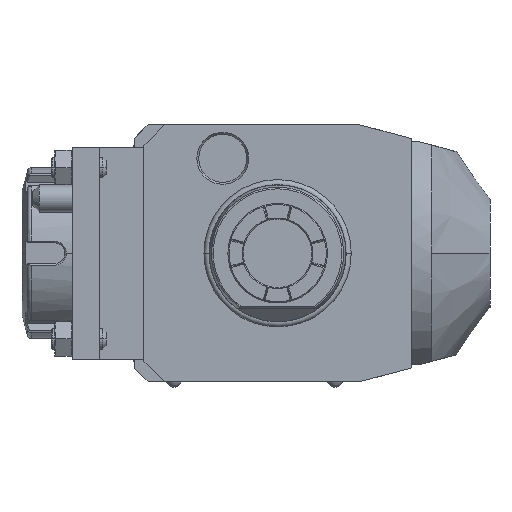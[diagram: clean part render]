
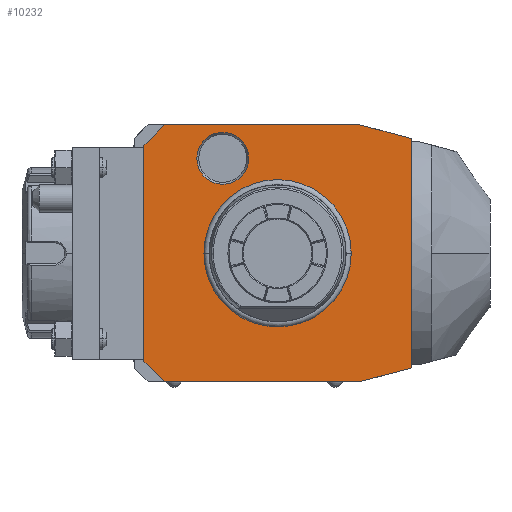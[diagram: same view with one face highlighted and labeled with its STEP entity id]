
A CAD part, front view. The second image highlights one B-rep face of the part: STEP entity #10232.
In plain terms, the highlighted planar face has unit normal (0, -1, 0).
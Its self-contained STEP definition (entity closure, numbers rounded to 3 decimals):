
#1=DIRECTION('',(-0.966,0.,0.259));
#2=VECTOR('',#1,15.529);
#3=CARTESIAN_POINT('',(39.,0.,33.481));
#4=LINE('',#3,#2);
#5=DIRECTION('',(0.,0.,1.));
#6=VECTOR('',#5,66.962);
#7=CARTESIAN_POINT('',(39.,0.,-33.481));
#8=LINE('',#7,#6);
#9=DIRECTION('',(0.966,0.,0.259));
#10=VECTOR('',#9,15.529);
#11=CARTESIAN_POINT('',(24.,0.,-37.5));
#12=LINE('',#11,#10);
#13=DIRECTION('',(1.,0.,0.));
#14=VECTOR('',#13,57.);
#15=CARTESIAN_POINT('',(-33.,0.,-37.5));
#16=LINE('',#15,#14);
#17=DIRECTION('',(0.707,0.,-0.707));
#18=VECTOR('',#17,8.485);
#19=CARTESIAN_POINT('',(-39.,0.,-31.5));
#20=LINE('',#19,#18);
#21=DIRECTION('',(0.,0.,-1.));
#22=VECTOR('',#21,63.);
#23=CARTESIAN_POINT('',(-39.,0.,31.5));
#24=LINE('',#23,#22);
#25=DIRECTION('',(-0.707,0.,-0.707));
#26=VECTOR('',#25,8.485);
#27=CARTESIAN_POINT('',(-33.,0.,37.5));
#28=LINE('',#27,#26);
#29=DIRECTION('',(-1.,0.,0.));
#30=VECTOR('',#29,57.);
#31=CARTESIAN_POINT('',(24.,0.,37.5));
#32=LINE('',#31,#30);
#33=CARTESIAN_POINT('',(-16.,0.,27.713));
#34=DIRECTION('',(0.,1.,0.));
#35=DIRECTION('',(1.,0.,0.));
#36=AXIS2_PLACEMENT_3D('',#33,#34,#35);
#38=CARTESIAN_POINT('',(-16.,0.,27.713));
#39=DIRECTION('',(0.,1.,0.));
#40=DIRECTION('',(-1.,0.,0.));
#41=AXIS2_PLACEMENT_3D('',#38,#39,#40);
#6874=CARTESIAN_POINT('',(0.,0.,0.));
#6875=DIRECTION('',(0.,-1.,0.));
#6876=DIRECTION('',(1.,0.,0.));
#6877=AXIS2_PLACEMENT_3D('',#6874,#6875,#6876);
#6879=CARTESIAN_POINT('',(0.,0.,0.));
#6880=DIRECTION('',(0.,-1.,0.));
#6881=DIRECTION('',(-1.,0.,0.));
#6882=AXIS2_PLACEMENT_3D('',#6879,#6880,#6881);
#9191=CARTESIAN_POINT('',(-8.423,0.,27.713));
#9192=CARTESIAN_POINT('',(-23.577,0.,27.713));
#9193=VERTEX_POINT('',#9191);
#9194=VERTEX_POINT('',#9192);
#10017=CARTESIAN_POINT('',(39.,0.,33.481));
#10018=CARTESIAN_POINT('',(24.,0.,37.5));
#10019=VERTEX_POINT('',#10017);
#10020=VERTEX_POINT('',#10018);
#10021=CARTESIAN_POINT('',(-33.,0.,37.5));
#10022=VERTEX_POINT('',#10021);
#10023=CARTESIAN_POINT('',(-39.,0.,31.5));
#10024=VERTEX_POINT('',#10023);
#10025=CARTESIAN_POINT('',(-39.,0.,-31.5));
#10026=VERTEX_POINT('',#10025);
#10027=CARTESIAN_POINT('',(-33.,0.,-37.5));
#10028=VERTEX_POINT('',#10027);
#10029=CARTESIAN_POINT('',(24.,0.,-37.5));
#10030=VERTEX_POINT('',#10029);
#10031=CARTESIAN_POINT('',(39.,0.,-33.481));
#10032=VERTEX_POINT('',#10031);
#10089=CARTESIAN_POINT('',(21.137,0.,0.));
#10090=CARTESIAN_POINT('',(-21.137,0.,0.));
#10091=VERTEX_POINT('',#10089);
#10092=VERTEX_POINT('',#10090);
#10197=CARTESIAN_POINT('',(0.,0.,0.));
#10198=DIRECTION('',(0.,-1.,0.));
#10199=DIRECTION('',(-1.,0.,0.));
#10200=AXIS2_PLACEMENT_3D('',#10197,#10198,#10199);
#10201=PLANE('',#10200);
#10203=ORIENTED_EDGE('',*,*,#10202,.F.);
#10205=ORIENTED_EDGE('',*,*,#10204,.F.);
#10207=ORIENTED_EDGE('',*,*,#10206,.F.);
#10209=ORIENTED_EDGE('',*,*,#10208,.F.);
#10211=ORIENTED_EDGE('',*,*,#10210,.F.);
#10213=ORIENTED_EDGE('',*,*,#10212,.F.);
#10215=ORIENTED_EDGE('',*,*,#10214,.F.);
#10217=ORIENTED_EDGE('',*,*,#10216,.F.);
#10218=EDGE_LOOP('',(#10203,#10205,#10207,#10209,#10211,#10213,#10215,#10217));
#10219=FACE_OUTER_BOUND('',#10218,.F.);
#10221=ORIENTED_EDGE('',*,*,#10220,.T.);
#10223=ORIENTED_EDGE('',*,*,#10222,.T.);
#10224=EDGE_LOOP('',(#10221,#10223));
#10225=FACE_BOUND('',#10224,.F.);
#10227=ORIENTED_EDGE('',*,*,#10226,.F.);
#10229=ORIENTED_EDGE('',*,*,#10228,.F.);
#10230=EDGE_LOOP('',(#10227,#10229));
#10231=FACE_BOUND('',#10230,.F.);
#37=CIRCLE('',#36,7.577);
#42=CIRCLE('',#41,7.577);
#6878=CIRCLE('',#6877,21.137);
#6883=CIRCLE('',#6882,21.137);
#10202=EDGE_CURVE('',#10019,#10020,#4,.T.);
#10204=EDGE_CURVE('',#10032,#10019,#8,.T.);
#10206=EDGE_CURVE('',#10030,#10032,#12,.T.);
#10208=EDGE_CURVE('',#10028,#10030,#16,.T.);
#10210=EDGE_CURVE('',#10026,#10028,#20,.T.);
#10212=EDGE_CURVE('',#10024,#10026,#24,.T.);
#10214=EDGE_CURVE('',#10022,#10024,#28,.T.);
#10216=EDGE_CURVE('',#10020,#10022,#32,.T.);
#10220=EDGE_CURVE('',#10091,#10092,#6878,.T.);
#10222=EDGE_CURVE('',#10092,#10091,#6883,.T.);
#10226=EDGE_CURVE('',#9193,#9194,#37,.T.);
#10228=EDGE_CURVE('',#9194,#9193,#42,.T.);
#10232=ADVANCED_FACE('',(#10219,#10225,#10231),#10201,.T.);
